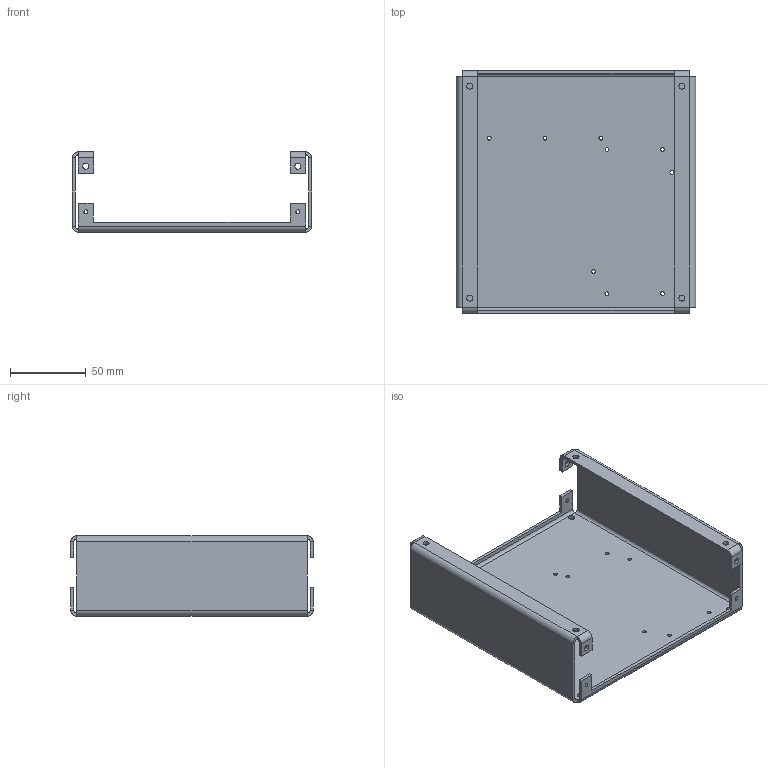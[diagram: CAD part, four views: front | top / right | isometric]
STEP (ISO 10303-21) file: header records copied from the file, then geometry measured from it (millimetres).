
FILE_DESCRIPTION(('FreeCAD Model'),'2;1');
FILE_NAME('Open CASCADE Shape Model','2024-09-19T13:23:11',(''),(''), 'Open CASCADE STEP processor 7.7','FreeCAD','Unknown');
FILE_SCHEMA(('AUTOMOTIVE_DESIGN { 1 0 10303 214 1 1 1 1 }'));
Length unit declared in the file: millimetre
Products named in the file (1): Bottom
Bounding box: 158 x 160 x 53 mm (x, y, z)
Volume: 90845.5 mm3; surface area: 93567.8 mm2
Topology: 1 solids, 1 shells, 119 faces, 271 edges, 154 vertices
Faces by surface type: plane 74, cylinder 45
Full cylindrical faces by diameter (mm): 2.5 x13, 4 x12
Entity records: 3377 total; most frequent: DIRECTION 601, CARTESIAN_POINT 545, ORIENTED_EDGE 542, EDGE_CURVE 271, AXIS2_PLACEMENT_3D 210, LINE 181, VECTOR 181, FACE_BOUND 169
